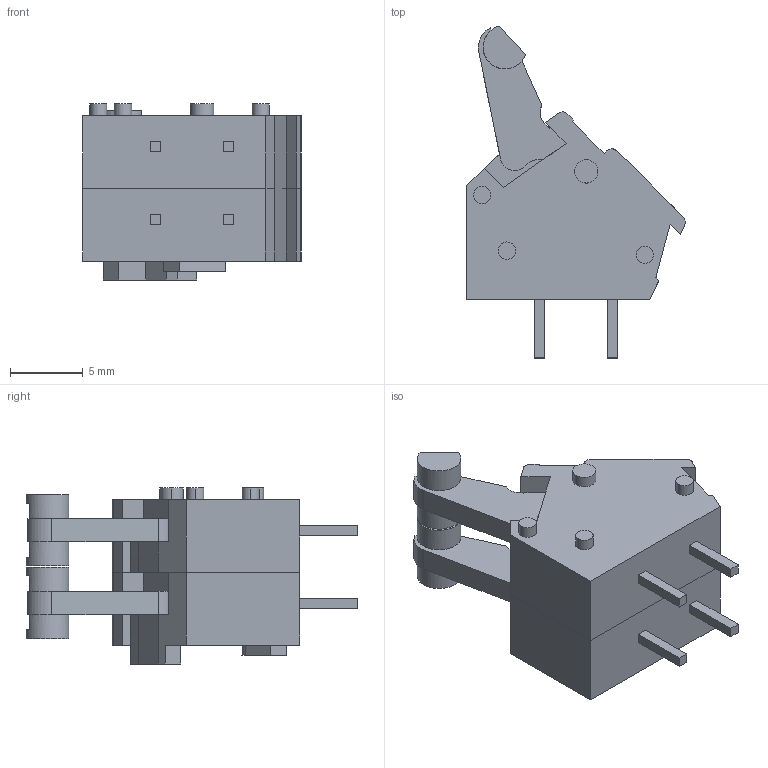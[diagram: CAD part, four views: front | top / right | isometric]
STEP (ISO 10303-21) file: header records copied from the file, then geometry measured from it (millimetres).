
FILE_DESCRIPTION (( 'STEP AP214' ), '1' );
FILE_NAME ('Wagoo 256-403.STEP', '2019-12-08T18:05:11', ( '' ), ( '' ), 'SwSTEP 2.0', 'SolidWorks 2018', '' );
FILE_SCHEMA (( 'AUTOMOTIVE_DESIGN' ));
Length unit declared in the file: millimetre
Products named in the file (3): User Library-WAGO256-401_1; Wagoo 256-403; User Library-WAGO256-401_2
Assembly tree (2 placements, depth 2):
  Wagoo 256-403
    User Library-WAGO256-401_2
    User Library-WAGO256-401_1
Bounding box: 15.03 x 22.81 x 12.1 mm (x, y, z)
Volume: 1420.1 mm3; surface area: 1440.4 mm2
Topology: 2 solids, 2 shells, 159 faces, 431 edges, 285 vertices
Faces by surface type: plane 124, cylinder 31, cone 4
Entity records: 5125 total; most frequent: CARTESIAN_POINT 952, ORIENTED_EDGE 862, DIRECTION 829, EDGE_CURVE 431, LINE 337, VECTOR 337, VERTEX_POINT 285, AXIS2_PLACEMENT_3D 246
